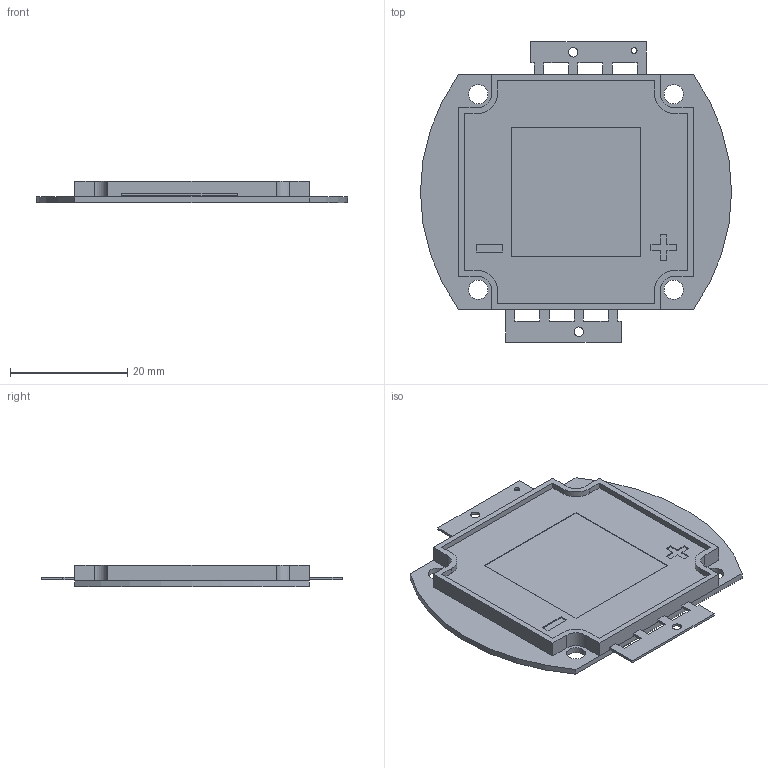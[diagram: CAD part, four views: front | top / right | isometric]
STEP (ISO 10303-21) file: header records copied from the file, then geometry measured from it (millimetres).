
FILE_DESCRIPTION(('FreeCAD Model'),'2;1');
FILE_NAME('Open CASCADE Shape Model','2024-07-14T17:25:54',('Author'),( ''),'Open CASCADE STEP processor 7.6','FreeCAD','Unknown');
FILE_SCHEMA(('AUTOMOTIVE_DESIGN { 1 0 10303 214 1 1 1 1 }'));
Length unit declared in the file: millimetre
Products named in the file (1): Pocket003
Bounding box: 53 x 51.2 x 3.7 mm (x, y, z)
Volume: 4598 mm3; surface area: 4999.2 mm2
Topology: 1 solids, 1 shells, 103 faces, 299 edges, 198 vertices
Faces by surface type: plane 86, cylinder 17
Full cylindrical faces by diameter (mm): 1 x1, 1.6 x2, 3.3 x4
Entity records: 4083 total; most frequent: CARTESIAN_POINT 601, ORIENTED_EDGE 598, DIRECTION 541, EDGE_CURVE 299, LINE 265, VECTOR 265, VERTEX_POINT 198, AXIS2_PLACEMENT_3D 138
